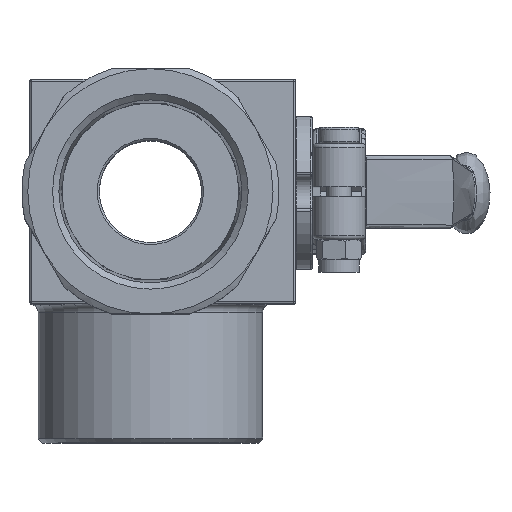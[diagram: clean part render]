
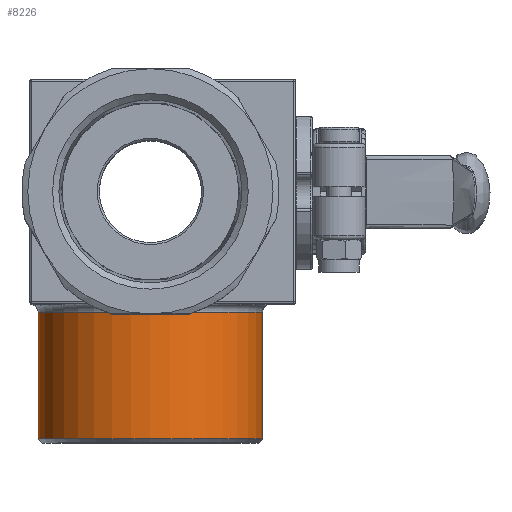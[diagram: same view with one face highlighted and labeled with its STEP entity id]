
A CAD part, top view. The second image highlights one B-rep face of the part: STEP entity #8226.
In plain terms, the highlighted cylindrical face has radius 27.5 mm (diameter 55 mm), a full revolution.
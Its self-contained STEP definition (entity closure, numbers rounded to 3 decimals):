
#956=FACE_OUTER_BOUND('',#1452,.T.);
#1452=EDGE_LOOP('',(#6615,#6616,#6617,#6618,#6619));
#2053=LINE('',#14712,#2613);
#2613=VECTOR('',#10577,27.5);
#2910=CIRCLE('',#8832,27.5);
#2914=CIRCLE('',#8836,27.5);
#2927=CIRCLE('',#8857,27.5);
#3615=VERTEX_POINT('',#14666);
#3616=VERTEX_POINT('',#14667);
#3630=VERTEX_POINT('',#14708);
#4652=EDGE_CURVE('',#3615,#3616,#2910,.T.);
#4656=EDGE_CURVE('',#3616,#3615,#2914,.T.);
#4672=EDGE_CURVE('',#3630,#3630,#2927,.T.);
#4673=EDGE_CURVE('',#3630,#3615,#2053,.T.);
#6615=ORIENTED_EDGE('',*,*,#4672,.F.);
#6616=ORIENTED_EDGE('',*,*,#4673,.T.);
#6617=ORIENTED_EDGE('',*,*,#4656,.F.);
#6618=ORIENTED_EDGE('',*,*,#4652,.F.);
#6619=ORIENTED_EDGE('',*,*,#4673,.F.);
#7395=CYLINDRICAL_SURFACE('',#8858,27.5);
#8226=ADVANCED_FACE('',(#956),#7395,.T.);
#8832=AXIS2_PLACEMENT_3D('',#14668,#10520,#10521);
#8836=AXIS2_PLACEMENT_3D('',#14673,#10528,#10529);
#8857=AXIS2_PLACEMENT_3D('',#14710,#10573,#10574);
#8858=AXIS2_PLACEMENT_3D('',#14711,#10575,#10576);
#10520=DIRECTION('center_axis',(0.,1.,0.));
#10521=DIRECTION('ref_axis',(-1.,0.,0.));
#10528=DIRECTION('center_axis',(0.,1.,0.));
#10529=DIRECTION('ref_axis',(-1.,0.,0.));
#10573=DIRECTION('center_axis',(0.,-1.,0.));
#10574=DIRECTION('ref_axis',(-1.,0.,0.));
#10575=DIRECTION('center_axis',(0.,-1.,0.));
#10576=DIRECTION('ref_axis',(-1.,0.,0.));
#10577=DIRECTION('',(0.,1.,0.));
#14666=CARTESIAN_POINT('',(27.5,-29.5,0.));
#14667=CARTESIAN_POINT('',(0.,-29.5,-27.5));
#14668=CARTESIAN_POINT('Origin',(0.,-29.5,0.));
#14673=CARTESIAN_POINT('Origin',(0.,-29.5,0.));
#14708=CARTESIAN_POINT('',(27.5,-60.5,0.));
#14710=CARTESIAN_POINT('Origin',(0.,-60.5,0.));
#14711=CARTESIAN_POINT('Origin',(0.,-27.5,0.));
#14712=CARTESIAN_POINT('',(27.5,-27.5,0.));
